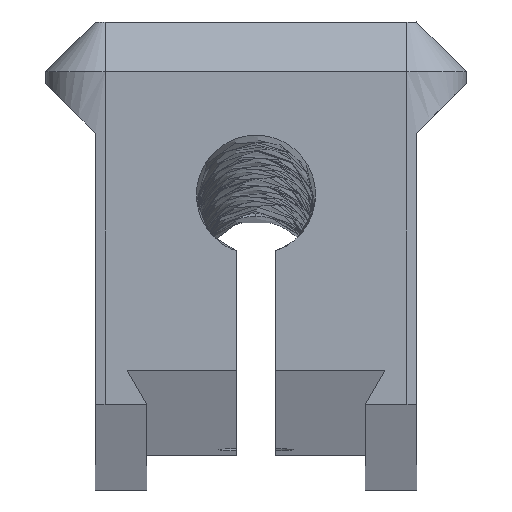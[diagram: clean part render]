
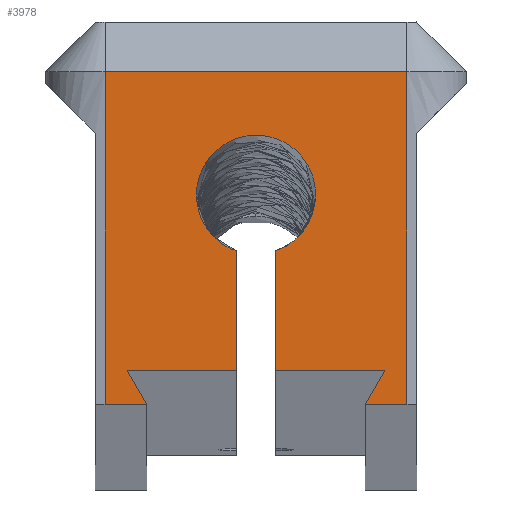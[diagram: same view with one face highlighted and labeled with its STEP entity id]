
A CAD part, left-side view. The second image highlights one B-rep face of the part: STEP entity #3978.
In plain terms, the highlighted free-form (B-spline) face has degree [1, 1] with [2, 2] control points.
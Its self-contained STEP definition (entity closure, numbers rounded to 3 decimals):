
#1218=DIRECTION('',(0.,-0.5,0.866));
#1219=VECTOR('',#1218,2.001);
#1220=CARTESIAN_POINT('',(-21.65,-5.5,-10.673));
#1221=LINE('',#1220,#1219);
#1222=DIRECTION('',(0.,1.,0.));
#1223=VECTOR('',#1222,5.5);
#1224=CARTESIAN_POINT('',(-21.65,-6.5,-8.94));
#1225=LINE('',#1224,#1223);
#1226=DIRECTION('',(0.,0.,1.));
#1227=VECTOR('',#1226,6.004);
#1228=CARTESIAN_POINT('',(-21.65,-1.,-8.94));
#1229=LINE('',#1228,#1227);
#1230=CARTESIAN_POINT('',(-21.65,-1.,-2.936));
#1231=CARTESIAN_POINT('',(-21.65,-1.232,-2.854));
#1232=CARTESIAN_POINT('',(-21.65,-1.727,-2.616));
#1233=CARTESIAN_POINT('',(-21.65,-2.463,-1.932));
#1234=CARTESIAN_POINT('',(-21.65,-2.987,-0.875));
#1235=CARTESIAN_POINT('',(-21.65,-3.048,0.417));
#1236=CARTESIAN_POINT('',(-21.65,-2.56,1.615));
#1237=CARTESIAN_POINT('',(-21.65,-1.714,2.437));
#1238=CARTESIAN_POINT('',(-21.65,-0.947,2.77));
#1239=CARTESIAN_POINT('',(-21.65,-0.381,2.881));
#1240=CARTESIAN_POINT('',(-21.65,0.,2.903));
#1241=CARTESIAN_POINT('',(-21.65,0.381,2.881));
#1242=CARTESIAN_POINT('',(-21.65,0.947,2.77));
#1243=CARTESIAN_POINT('',(-21.65,1.714,2.437));
#1244=CARTESIAN_POINT('',(-21.65,2.56,1.615));
#1245=CARTESIAN_POINT('',(-21.65,3.048,0.417));
#1246=CARTESIAN_POINT('',(-21.65,2.987,-0.875));
#1247=CARTESIAN_POINT('',(-21.65,2.463,-1.932));
#1248=CARTESIAN_POINT('',(-21.65,1.727,-2.616));
#1249=CARTESIAN_POINT('',(-21.65,1.232,-2.854));
#1250=CARTESIAN_POINT('',(-21.65,1.,-2.936));
#1252=DIRECTION('',(0.,0.,-1.));
#1253=VECTOR('',#1252,6.004);
#1254=CARTESIAN_POINT('',(-21.65,1.,-2.936));
#1255=LINE('',#1254,#1253);
#1256=DIRECTION('',(0.,1.,0.));
#1257=VECTOR('',#1256,5.5);
#1258=CARTESIAN_POINT('',(-21.65,1.,-8.94));
#1259=LINE('',#1258,#1257);
#1260=DIRECTION('',(0.,-0.5,-0.866));
#1261=VECTOR('',#1260,2.001);
#1262=CARTESIAN_POINT('',(-21.65,6.5,-8.94));
#1263=LINE('',#1262,#1261);
#1264=DIRECTION('',(0.,-1.,0.));
#1265=VECTOR('',#1264,2.105);
#1266=CARTESIAN_POINT('',(-21.65,7.605,-10.673));
#1267=LINE('',#1266,#1265);
#1268=DIRECTION('',(0.,0.,-1.));
#1269=VECTOR('',#1268,16.773);
#1270=CARTESIAN_POINT('',(-21.65,-7.605,
6.1));
#1271=LINE('',#1270,#1269);
#1272=DIRECTION('',(0.,-1.,0.));
#1273=VECTOR('',#1272,2.105);
#1274=CARTESIAN_POINT('',(-21.65,-5.5,-10.673));
#1275=LINE('',#1274,#1273);
#1397=DIRECTION('',(0.,0.,-1.));
#1398=VECTOR('',#1397,16.773);
#1399=CARTESIAN_POINT('',(-21.65,7.605,6.1));
#1400=LINE('',#1399,#1398);
#1401=CARTESIAN_POINT('',(-21.65,7.605,-10.673));
#1545=CARTESIAN_POINT('',(-21.65,-7.605,-10.673));
#2023=DIRECTION('',(0.,1.,0.));
#2024=VECTOR('',#2023,15.21);
#2025=CARTESIAN_POINT('',(-21.65,-7.605,
6.1));
#2026=LINE('',#2025,#2024);
#2135=CARTESIAN_POINT('',(-21.65,7.605,6.1));
#2136=VERTEX_POINT('',#2135);
#2137=CARTESIAN_POINT('',(-21.65,-7.605,
6.1));
#2138=VERTEX_POINT('',#2137);
#2334=VERTEX_POINT('',#1545);
#2335=VERTEX_POINT('',#1401);
#2357=CARTESIAN_POINT('',(-21.65,-6.5,-8.94));
#2358=VERTEX_POINT('',#2357);
#2359=CARTESIAN_POINT('',(-21.65,6.5,-8.94));
#2360=VERTEX_POINT('',#2359);
#2361=CARTESIAN_POINT('',(-21.65,-5.5,-10.673));
#2362=VERTEX_POINT('',#2361);
#2363=CARTESIAN_POINT('',(-21.65,-1.,-8.94));
#2364=VERTEX_POINT('',#2363);
#2365=CARTESIAN_POINT('',(-21.65,-1.,-2.936));
#2366=VERTEX_POINT('',#2365);
#2367=VERTEX_POINT('',#1250);
#2368=CARTESIAN_POINT('',(-21.65,1.,-8.94));
#2369=VERTEX_POINT('',#2368);
#2370=CARTESIAN_POINT('',(-21.65,5.5,-10.673));
#2371=VERTEX_POINT('',#2370);
#3950=CARTESIAN_POINT('',(-21.65,7.909,-11.008));
#3951=CARTESIAN_POINT('',(-21.65,7.909,6.435));
#3952=CARTESIAN_POINT('',(-21.65,-7.909,-11.008));
#3953=CARTESIAN_POINT('',(-21.65,-7.909,6.435));
#3954=B_SPLINE_SURFACE_WITH_KNOTS('',1,1,((#3950,#3951),(#3952,#3953)),
.UNSPECIFIED.,.F.,.F.,.F.,(2,2),(2,2),(2.696,18.514),(-11.008,
6.435),.UNSPECIFIED.);
#3956=ORIENTED_EDGE('',*,*,#3955,.T.);
#3957=ORIENTED_EDGE('',*,*,#3940,.T.);
#3958=ORIENTED_EDGE('',*,*,#3918,.T.);
#3959=ORIENTED_EDGE('',*,*,#3867,.T.);
#3961=ORIENTED_EDGE('',*,*,#3960,.T.);
#3963=ORIENTED_EDGE('',*,*,#3962,.T.);
#3965=ORIENTED_EDGE('',*,*,#3964,.T.);
#3967=ORIENTED_EDGE('',*,*,#3966,.F.);
#3969=ORIENTED_EDGE('',*,*,#3968,.F.);
#3971=ORIENTED_EDGE('',*,*,#3970,.F.);
#3973=ORIENTED_EDGE('',*,*,#3972,.T.);
#3975=ORIENTED_EDGE('',*,*,#3974,.F.);
#3976=EDGE_LOOP('',(#3956,#3957,#3958,#3959,#3961,#3963,#3965,#3967,#3969,#3971,
#3973,#3975));
#3977=FACE_OUTER_BOUND('',#3976,.F.);
#1251=B_SPLINE_CURVE_WITH_KNOTS('',3,(#1230,#1231,#1232,#1233,#1234,#1235,#1236,
#1237,#1238,#1239,#1240,#1241,#1242,#1243,#1244,#1245,#1246,#1247,#1248,#1249,
#1250),.UNSPECIFIED.,.F.,.F.,(4,1,1,1,1,1,1,1,1,1,1,1,1,1,1,1,1,1,4),(0.,
0.063,0.125,0.188,0.25,0.313,0.375,0.438,0.469,0.5,
0.531,0.563,0.625,0.688,0.75,0.813,0.875,0.938,1.),
.UNSPECIFIED.);
#3867=EDGE_CURVE('',#2366,#2367,#1251,.T.);
#3918=EDGE_CURVE('',#2364,#2366,#1229,.T.);
#3940=EDGE_CURVE('',#2358,#2364,#1225,.T.);
#3955=EDGE_CURVE('',#2362,#2358,#1221,.T.);
#3960=EDGE_CURVE('',#2367,#2369,#1255,.T.);
#3962=EDGE_CURVE('',#2369,#2360,#1259,.T.);
#3964=EDGE_CURVE('',#2360,#2371,#1263,.T.);
#3966=EDGE_CURVE('',#2335,#2371,#1267,.T.);
#3968=EDGE_CURVE('',#2136,#2335,#1400,.T.);
#3970=EDGE_CURVE('',#2138,#2136,#2026,.T.);
#3972=EDGE_CURVE('',#2138,#2334,#1271,.T.);
#3974=EDGE_CURVE('',#2362,#2334,#1275,.T.);
#3978=ADVANCED_FACE('',(#3977),#3954,.T.);
